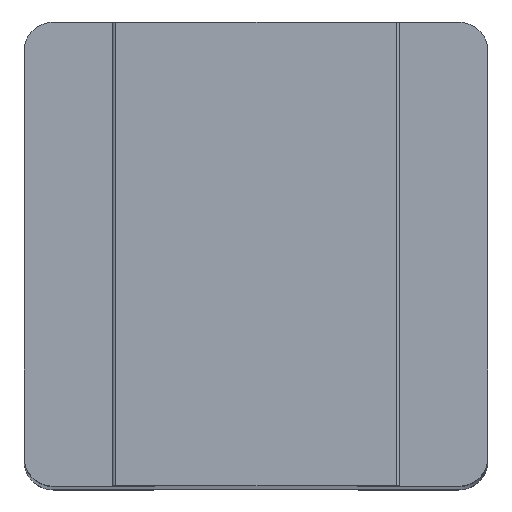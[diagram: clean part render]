
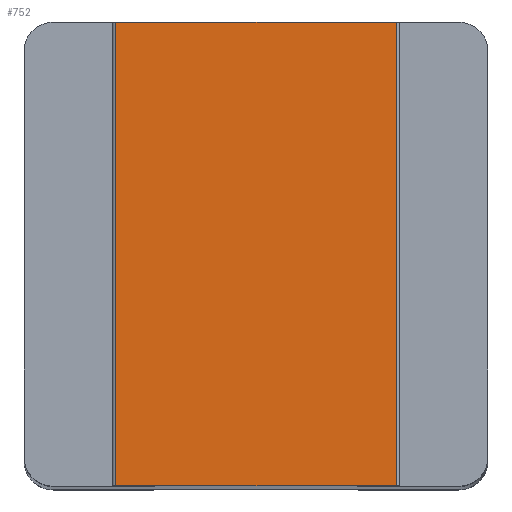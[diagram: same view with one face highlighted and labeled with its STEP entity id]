
A CAD part, top view. The second image highlights one B-rep face of the part: STEP entity #752.
In plain terms, the highlighted planar face has unit normal (0, 0, 1).
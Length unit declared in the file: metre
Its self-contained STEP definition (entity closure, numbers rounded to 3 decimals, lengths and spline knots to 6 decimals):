
#176=ORIENTED_EDGE('',*,*,#330,.T.);
#177=ORIENTED_EDGE('',*,*,#355,.T.);
#178=ORIENTED_EDGE('',*,*,#344,.F.);
#179=ORIENTED_EDGE('',*,*,#356,.T.);
#330=EDGE_CURVE('',#430,#429,#499,.T.);
#344=EDGE_CURVE('',#441,#442,#511,.T.);
#355=EDGE_CURVE('',#429,#442,#515,.T.);
#356=EDGE_CURVE('',#441,#430,#516,.F.);
#429=VERTEX_POINT('',#1206);
#430=VERTEX_POINT('',#1208);
#441=VERTEX_POINT('',#1234);
#442=VERTEX_POINT('',#1236);
#499=LINE('',#1207,#575);
#511=LINE('',#1235,#587);
#515=LINE('',#1252,#591);
#516=LINE('',#1253,#592);
#575=VECTOR('',#971,1.);
#587=VECTOR('',#991,1.);
#591=VECTOR('',#1017,1.);
#592=VECTOR('',#1018,1.);
#642=EDGE_LOOP('',(#176,#177,#178,#179));
#684=FACE_BOUND('',#642,.T.);
#722=PLANE('',#854);
#752=ADVANCED_FACE('',(#684),#722,.T.);
#854=AXIS2_PLACEMENT_3D('',#1251,#1015,#1016);
#971=DIRECTION('',(-1.,0.,0.));
#991=DIRECTION('',(-1.,0.,0.));
#1015=DIRECTION('',(0.,0.,1.));
#1016=DIRECTION('',(1.,0.,0.));
#1017=DIRECTION('',(0.,-1.,0.));
#1018=DIRECTION('',(0.,-1.,0.));
#1206=CARTESIAN_POINT('',(-0.012097,0.02,0.1125));
#1207=CARTESIAN_POINT('',(0.,0.02,0.1125));
#1208=CARTESIAN_POINT('',(0.012097,0.02,0.1125));
#1234=CARTESIAN_POINT('',(0.012097,-0.02,0.1125));
#1235=CARTESIAN_POINT('',(0.,-0.02,0.1125));
#1236=CARTESIAN_POINT('',(-0.012097,-0.02,0.1125));
#1251=CARTESIAN_POINT('',(0.,0.02,0.1125));
#1252=CARTESIAN_POINT('',(-0.012097,-0.02,0.1125));
#1253=CARTESIAN_POINT('',(0.012097,0.02,0.1125));
